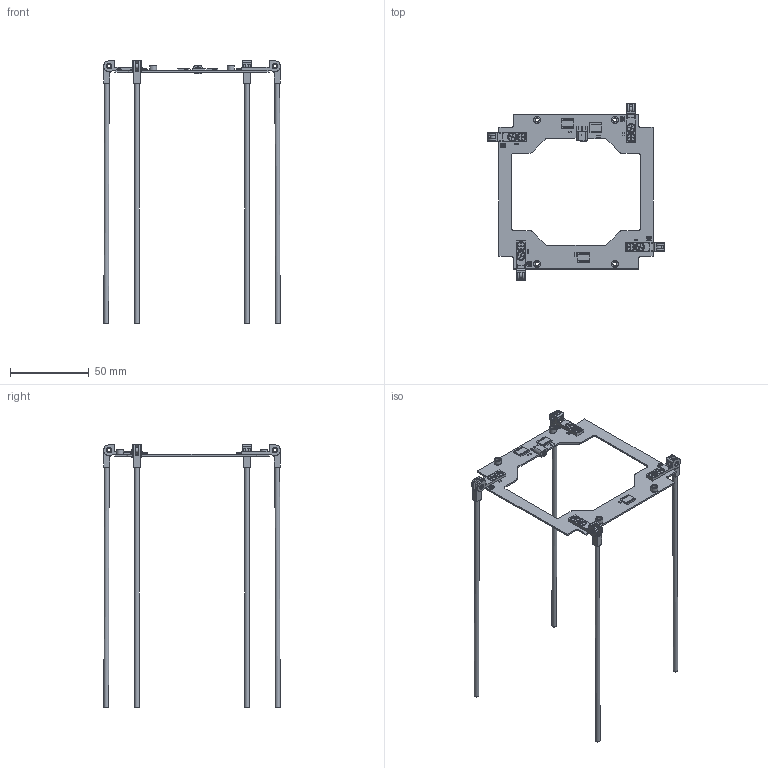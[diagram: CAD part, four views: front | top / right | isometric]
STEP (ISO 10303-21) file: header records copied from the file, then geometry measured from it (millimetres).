
FILE_DESCRIPTION(('CAx-IF Rec.Pracs.---Model Styling and Organization---1.5---2016-08-15','CAx-IF Rec.Pracs.---Geometric and Assembly Validation Properties---4.4---2016-08-17','CAx-IF Rec.Pracs.---User Defined Attributes---1.5---2016-08-15','CAx-IF Rec.Pracs.---External References---2.1---2005-01-19'),'2;1');
FILE_NAME('gs-3dcad-nanocom-ant430-2u3u-stowed-4.stp','2021-04-29T15:02:48',('Unspecified'),('Unspecified'),'CAD Exchanger 3.9.2 (cadexchanger.com)','Unspecified','');
FILE_SCHEMA(('AUTOMOTIVE_DESIGN { 1 0 10303 214 1 1 1 1 }'));
Length unit declared in the file: millimetre
Products named in the file (22): J1_ant430-2U-4; MCX-J-P-X-ST-EM1_ant430-2U-4; 2.5x4.5x3.0mm-spacer_ant430-2U-4; R0603_ant430-2U-4; qba07_ant430-2U-4; hirose-ufl_ant430-2U-4; antenna-assembly-top-2U-4.0_ant430-2U-4(Stored); ISO 7046-1 - M2,5 x 6 - 4.8 - HDIN EN ISO_1_ant430-2U-4; ISO 7046-1 - M2,5 x 6 - 4.8 - HDIN EN ISO_ant430-2U-4; antenna-170_ant430-2U-4; antenna-fork-top-bush_ant430-2U-4; antenna-fork-top-1_ant430-2U-4; antenna-bracket-top-2_ant430-2U-4; panel-top_ant430-2U-4
Assembly tree (65 placements, depth 3):
  (unnamed)
    J1_ant430-2U-4
      MCX-J-P-X-ST-EM1_ant430-2U-4
      MCX-J-P-X-ST-EM1_ant430-2U-4
      MCX-J-P-X-ST-EM1_ant430-2U-4
    2.5x4.5x3.0mm-spacer_ant430-2U-4  x4
    R0603_ant430-2U-4  x7
    R0603_ant430-2U-4  x7
    R0603_ant430-2U-4  x7
    qba07_ant430-2U-4  x3
    hirose-ufl_ant430-2U-4  x4
    antenna-assembly-top-2U-4.0_ant430-2U-4(Stored)
      ISO 7046-1 - M2,5 x 6 - 4.8 - HDIN EN ISO_1_ant430-2U-4
      ISO 7046-1 - M2,5 x 6 - 4.8 - HDIN EN ISO_ant430-2U-4
      antenna-170_ant430-2U-4
      antenna-fork-top-bush_ant430-2U-4
      antenna-fork-top-1_ant430-2U-4
      antenna-bracket-top-2_ant430-2U-4
    antenna-assembly-top-2U-4.0_ant430-2U-4(Stored)
      ISO 7046-1 - M2,5 x 6 - 4.8 - HDIN EN ISO_1_ant430-2U-4
      ISO 7046-1 - M2,5 x 6 - 4.8 - HDIN EN ISO_ant430-2U-4
      antenna-170_ant430-2U-4
      antenna-fork-top-bush_ant430-2U-4
      antenna-fork-top-1_ant430-2U-4
      antenna-bracket-top-2_ant430-2U-4
    antenna-assembly-top-2U-4.0_ant430-2U-4(Stored)
      ISO 7046-1 - M2,5 x 6 - 4.8 - HDIN EN ISO_1_ant430-2U-4
      ISO 7046-1 - M2,5 x 6 - 4.8 - HDIN EN ISO_ant430-2U-4
      antenna-170_ant430-2U-4
      antenna-fork-top-bush_ant430-2U-4
      antenna-fork-top-1_ant430-2U-4
      antenna-bracket-top-2_ant430-2U-4
    antenna-assembly-top-2U-4.0_ant430-2U-4(Stored)
      ISO 7046-1 - M2,5 x 6 - 4.8 - HDIN EN ISO_1_ant430-2U-4
      ISO 7046-1 - M2,5 x 6 - 4.8 - HDIN EN ISO_ant430-2U-4
      antenna-170_ant430-2U-4
      antenna-fork-top-bush_ant430-2U-4
      antenna-fork-top-1_ant430-2U-4
      antenna-bracket-top-2_ant430-2U-4
    panel-top_ant430-2U-4
Bounding box: 112.44 x 112.44 x 166.96 mm (x, y, z)
Volume: 7860.9 mm3; surface area: 26341.6 mm2
Topology: 60 solids, 60 shells, 1016 faces, 2523 edges, 1621 vertices
Faces by surface type: plane 502, cylinder 317, cone 149, revolution 44, bspline 4
Full cylindrical faces by diameter (mm): 0.3 x4, 0.57 x1, 0.96 x2, 1 x1, 1.6 x4, 1.8 x4, 1.88 x1, 2 x12, 2.2 x8, 2.224 x8, 2.5 x28, 2.7 x1, 2.75 x1, 3 x5, 3.1 x3, 3.45 x1, 3.5 x20, 3.68 x1, 3.8 x4, 4.5 x4, 4.7 x8
Entity records: 14530 total; most frequent: CARTESIAN_POINT 2924, DIRECTION 1791, ORIENTED_EDGE 1738, EDGE_CURVE 869, AXIS2_PLACEMENT_3D 667, VERTEX_POINT 563, LINE 446, VECTOR 446
